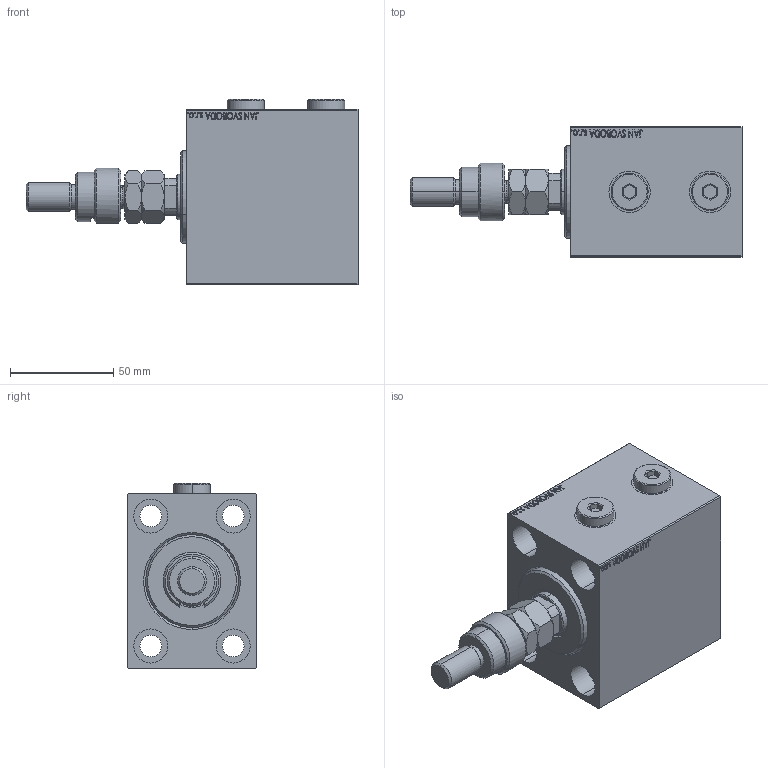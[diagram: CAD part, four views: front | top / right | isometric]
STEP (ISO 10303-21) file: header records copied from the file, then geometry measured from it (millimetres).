
FILE_DESCRIPTION (( 'STEP AP203' ), '1' );
FILE_NAME ('40fd.STEP', '2024-02-13T01:45:33', ( '' ), ( '' ), 'SwSTEP 2.0', 'SolidWorks 2019', '' );
FILE_SCHEMA (( 'CONFIG_CONTROL_DESIGN' ));
Length unit declared in the file: millimetre
Products named in the file (8): Zatka_OIL_PORT 3b14a15a7adf372b483368103d77b41a; MFA 3b14a15a7adf372b483368103d77b41a; FEMALE_PART_FOR_DFA 3b14a15a7adf372b483368103d77b41a; 40fd; V450CM_C_Body 3b14a15a7adf372b483368103d77b41a; V450CM_C_VCP 3b14a15a7adf372b483368103d77b41a; DFA 3b14a15a7adf372b483368103d77b41a; V450CM_VC_B 3b14a15a7adf372b483368103d77b41a
Assembly tree (8 placements, depth 3):
  40fd
    V450CM_C_Body 3b14a15a7adf372b483368103d77b41a
    V450CM_C_VCP 3b14a15a7adf372b483368103d77b41a
    V450CM_VC_B 3b14a15a7adf372b483368103d77b41a
    DFA 3b14a15a7adf372b483368103d77b41a
      FEMALE_PART_FOR_DFA 3b14a15a7adf372b483368103d77b41a
      MFA 3b14a15a7adf372b483368103d77b41a
    Zatka_OIL_PORT 3b14a15a7adf372b483368103d77b41a  x2
Bounding box: 161 x 63 x 89.9 mm (x, y, z)
Volume: 416267.6 mm3; surface area: 82435.7 mm2
Topology: 7 solids, 7 shells, 999 faces, 2502 edges, 1637 vertices
Faces by surface type: plane 470, bspline 380, cylinder 87, cone 58, torus 4
Entity records: 47862 total; most frequent: CARTESIAN_POINT 26019, ORIENTED_EDGE 4920, DIRECTION 3086, EDGE_CURVE 2460, VERTEX_POINT 1613, VECTOR 1406, LINE 1406, EDGE_LOOP 1117
